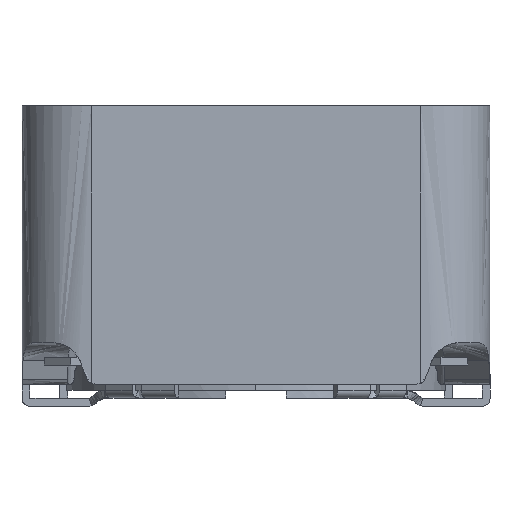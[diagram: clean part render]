
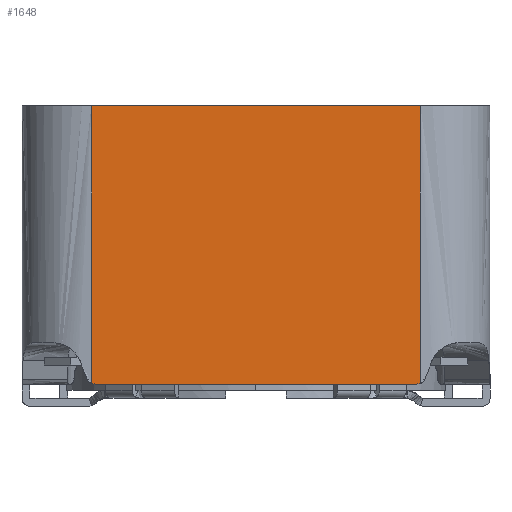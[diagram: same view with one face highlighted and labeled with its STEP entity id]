
A CAD part, left-side view. The second image highlights one B-rep face of the part: STEP entity #1648.
In plain terms, the highlighted free-form (B-spline) face has degree [1, 1] with [2, 2] control points.
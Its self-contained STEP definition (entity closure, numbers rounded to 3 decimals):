
#957 = VERTEX_POINT('',#958);
#958 = CARTESIAN_POINT('',(-10.757,7.559,
    12.792));
#964 = EDGE_CURVE('',#957,#965,#967,.T.);
#965 = VERTEX_POINT('',#966);
#966 = CARTESIAN_POINT('',(-10.757,-7.559,
    12.792));
#967 = B_SPLINE_CURVE_WITH_KNOTS('',1,(#968,#969),.UNSPECIFIED.,.F.,.F.,
  (2,2),(-10.4,0.),.PIECEWISE_BEZIER_KNOTS.);
#968 = CARTESIAN_POINT('',(-10.757,7.559,
    12.792));
#969 = CARTESIAN_POINT('',(-10.757,-7.559,
    12.792));
#1628 = EDGE_CURVE('',#965,#1629,#1631,.T.);
#1629 = VERTEX_POINT('',#1630);
#1630 = CARTESIAN_POINT('',(-10.757,-7.559,
    0.032));
#1631 = B_SPLINE_CURVE_WITH_KNOTS('',1,(#1632,#1633),.UNSPECIFIED.,.F.,
  .F.,(2,2),(0.,8.778),.PIECEWISE_BEZIER_KNOTS.);
#1632 = CARTESIAN_POINT('',(-10.757,-7.559,
    12.792));
#1633 = CARTESIAN_POINT('',(-10.757,-7.559,
    0.032));
#1648 = ADVANCED_FACE('',(#1649),#1683,.F.);
#1649 = FACE_BOUND('',#1650,.T.);
#1650 = EDGE_LOOP('',(#1651,#1652,#1653,#1660,#1669,#1676));
#1651 = ORIENTED_EDGE('',*,*,#1628,.F.);
#1652 = ORIENTED_EDGE('',*,*,#964,.F.);
#1653 = ORIENTED_EDGE('',*,*,#1654,.F.);
#1654 = EDGE_CURVE('',#1655,#957,#1657,.T.);
#1655 = VERTEX_POINT('',#1656);
#1656 = CARTESIAN_POINT('',(-10.757,7.559,
    0.032));
#1657 = B_SPLINE_CURVE_WITH_KNOTS('',1,(#1658,#1659),.UNSPECIFIED.,.F.,
  .F.,(2,2),(-8.778,0.),.PIECEWISE_BEZIER_KNOTS.);
#1658 = CARTESIAN_POINT('',(-10.757,7.559,
    0.032));
#1659 = CARTESIAN_POINT('',(-10.757,7.559,
    12.792));
#1660 = ORIENTED_EDGE('',*,*,#1661,.F.);
#1661 = EDGE_CURVE('',#1662,#1655,#1664,.T.);
#1662 = VERTEX_POINT('',#1663);
#1663 = CARTESIAN_POINT('',(-10.757,7.371,
    0.));
#1664 = ( BOUNDED_CURVE() B_SPLINE_CURVE(3,(#1665,#1666,#1667,#1668),
.UNSPECIFIED.,.F.,.F.) B_SPLINE_CURVE_WITH_KNOTS((4,4),(4.712,
5.188),.PIECEWISE_BEZIER_KNOTS.) CURVE() 
GEOMETRIC_REPRESENTATION_ITEM() RATIONAL_B_SPLINE_CURVE((1.,
0.981,0.981,1.)) REPRESENTATION_ITEM('') );
#1665 = CARTESIAN_POINT('',(-10.757,7.371,
    0.));
#1666 = CARTESIAN_POINT('',(-10.757,7.436,
    0.));
#1667 = CARTESIAN_POINT('',(-10.757,7.5,
    0.011));
#1668 = CARTESIAN_POINT('',(-10.757,7.559,
    0.032));
#1669 = ORIENTED_EDGE('',*,*,#1670,.F.);
#1670 = EDGE_CURVE('',#1671,#1662,#1673,.T.);
#1671 = VERTEX_POINT('',#1672);
#1672 = CARTESIAN_POINT('',(-10.757,-7.371,
    0.));
#1673 = B_SPLINE_CURVE_WITH_KNOTS('',1,(#1674,#1675),.UNSPECIFIED.,.F.,
  .F.,(2,2),(-10.271,-0.129),.PIECEWISE_BEZIER_KNOTS.);
#1674 = CARTESIAN_POINT('',(-10.757,-7.371,0.));
#1675 = CARTESIAN_POINT('',(-10.757,7.371,0.));
#1676 = ORIENTED_EDGE('',*,*,#1677,.F.);
#1677 = EDGE_CURVE('',#1629,#1671,#1678,.T.);
#1678 = ( BOUNDED_CURVE() B_SPLINE_CURVE(3,(#1679,#1680,#1681,#1682),
.UNSPECIFIED.,.F.,.F.) B_SPLINE_CURVE_WITH_KNOTS((4,4),(4.237,
4.712),.PIECEWISE_BEZIER_KNOTS.) CURVE() 
GEOMETRIC_REPRESENTATION_ITEM() RATIONAL_B_SPLINE_CURVE((1.,
0.981,0.981,1.)) REPRESENTATION_ITEM('') );
#1679 = CARTESIAN_POINT('',(-10.757,-7.559,
    0.032));
#1680 = CARTESIAN_POINT('',(-10.757,-7.5,
    0.011));
#1681 = CARTESIAN_POINT('',(-10.757,-7.436,
    0.));
#1682 = CARTESIAN_POINT('',(-10.757,-7.371,
    0.));
#1683 = B_SPLINE_SURFACE_WITH_KNOTS('',1,1,(
    (#1684,#1685)
    ,(#1686,#1687
    )),.UNSPECIFIED.,.F.,.F.,.F.,(2,2),(2,2),(0.,8.8),(-10.4,
    0.),.PIECEWISE_BEZIER_KNOTS.);
#1684 = CARTESIAN_POINT('',(-10.757,-7.559,
    12.792));
#1685 = CARTESIAN_POINT('',(-10.757,7.559,
    12.792));
#1686 = CARTESIAN_POINT('',(-10.757,-7.559,
    0.));
#1687 = CARTESIAN_POINT('',(-10.757,7.559,
    0.));
